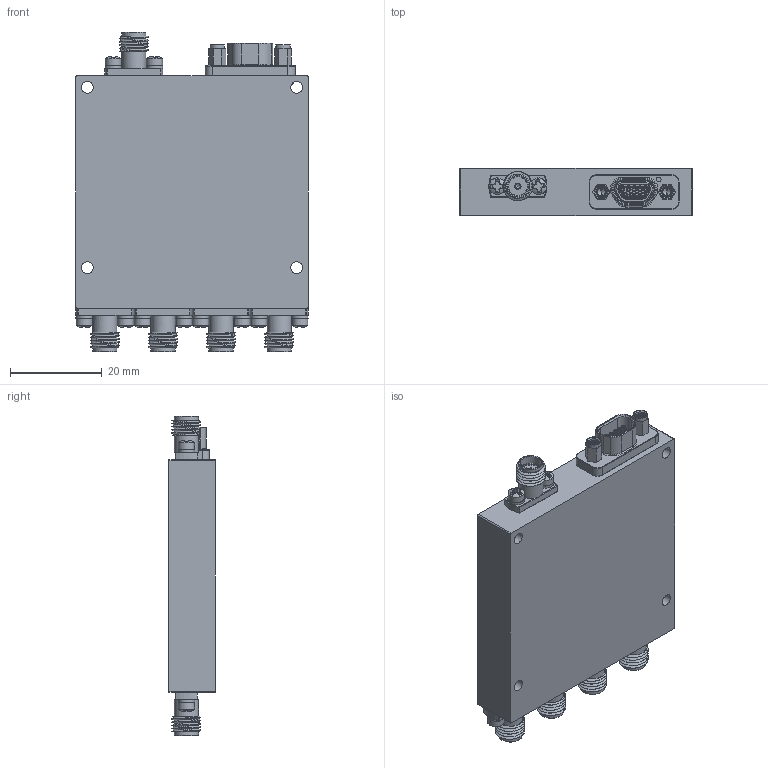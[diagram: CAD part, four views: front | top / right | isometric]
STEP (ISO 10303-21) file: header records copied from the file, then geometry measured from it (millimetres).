
FILE_DESCRIPTION (( 'STEP AP214' ), '1' );
FILE_NAME ('APD-4-20M6G-28V.STEP', '2024-07-18T11:22:30', ( '' ), ( '' ), 'SwSTEP 2.0', 'SolidWorks 2023', '' );
FILE_SCHEMA (( 'AUTOMOTIVE_DESIGN' ));
Length unit declared in the file: inch
Products named in the file (1): APD-4-20M6G-28V
Bounding box: 50.8 x 10.26 x 69.85 mm (x, y, z)
Volume: 28475.1 mm3; surface area: 16622.2 mm2
Topology: 38 solids, 38 shells, 1497 faces, 4698 edges, 3455 vertices
Faces by surface type: plane 653, cylinder 415, cone 174, torus 159, sphere 50, bspline 46
Full cylindrical faces by diameter (mm): 0.305 x10, 0.559 x5, 1.016 x5, 1.27 x5, 2.184 x10, 2.527 x4, 2.591 x10, 3.302 x5, 3.556 x10, 4.191 x10, 4.597 x5, 5.283 x10
Entity records: 90394 total; most frequent: CARTESIAN_POINT 30088, ORIENTED_EDGE 8804, DIRECTION 7514, EDGE_CURVE 4402, VERTEX_POINT 3425, AXIS2_PLACEMENT_3D 2745, LINE 2024, VECTOR 2024
